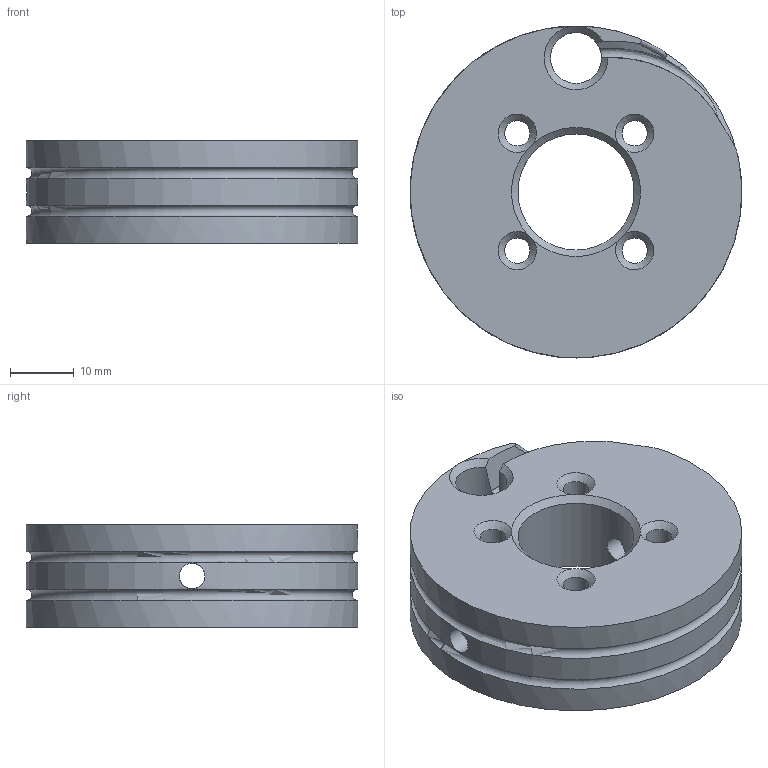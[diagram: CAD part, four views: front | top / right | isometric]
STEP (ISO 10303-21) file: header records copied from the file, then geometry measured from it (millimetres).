
FILE_DESCRIPTION(/* description */ (''),/* implementation_level */ '2;1');
FILE_NAME(/* name */ 'Pulley.step',/* time_stamp */ '2021-03-28T12:22:31-07:00',/* author */ (''),/* organization */ (''),/* preprocessor_version */ 'ST-DEVELOPER v18.1',/* originating_system */ 'Autodesk Translation Framework v9.10.0.1330',/* authorisation */ '');
FILE_SCHEMA (('AUTOMOTIVE_DESIGN { 1 0 10303 214 3 1 1 }'));
Length unit declared in the file: millimetre
Products named in the file (1): Output Gear (1) (1)
Bounding box: 52 x 52 x 16 mm (x, y, z)
Volume: 25287.3 mm3; surface area: 8894 mm2
Topology: 1 solids, 1 shells, 37 faces, 120 edges, 77 vertices
Faces by surface type: cylinder 18, cone 7, bspline 6, plane 4, torus 2
Full cylindrical faces by diameter (mm): 4 x6, 8 x1, 18.2 x1, 32.2 x1, 52 x1
Entity records: 1893 total; most frequent: CARTESIAN_POINT 819, ORIENTED_EDGE 240, DIRECTION 200, EDGE_CURVE 120, AXIS2_PLACEMENT_3D 87, VERTEX_POINT 77, CIRCLE 55, EDGE_LOOP 45
